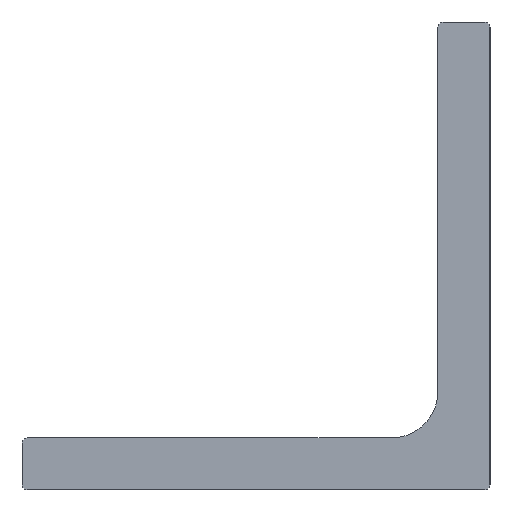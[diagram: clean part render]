
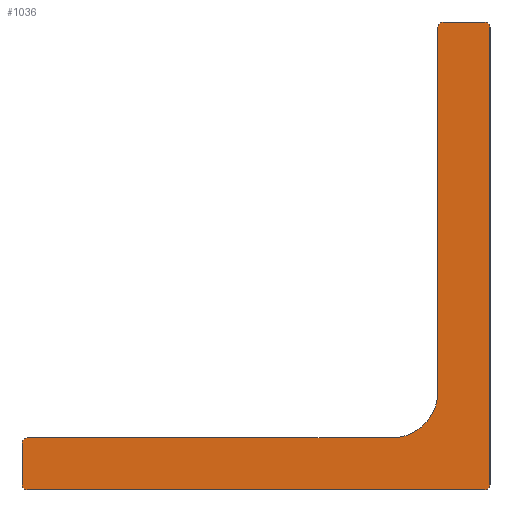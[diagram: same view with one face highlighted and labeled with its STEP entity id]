
A CAD part, left-side view. The second image highlights one B-rep face of the part: STEP entity #1036.
In plain terms, the highlighted planar face has unit normal (-1, 0, 0).
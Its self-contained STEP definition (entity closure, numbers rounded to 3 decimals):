
#576=CARTESIAN_POINT('Vertex',(0.,5.,9.5)) ;
#590=CARTESIAN_POINT('Vertex',(0.,9.5,5.)) ;
#593=CARTESIAN_POINT('Axis2P3D Location',(0.,9.5,9.5)) ;
#623=CARTESIAN_POINT('Vertex',(0.,0.5,45.)) ;
#626=CARTESIAN_POINT('Axis2P3D Location',(0.,0.5,44.5)) ;
#630=CARTESIAN_POINT('Vertex',(0.,0.,44.5)) ;
#657=CARTESIAN_POINT('Line Origine',(0.,0.,22.5)) ;
#661=CARTESIAN_POINT('Vertex',(0.,0.,0.5)) ;
#716=CARTESIAN_POINT('Axis2P3D Location',(0.,0.5,0.5)) ;
#720=CARTESIAN_POINT('Vertex',(0.,0.5,0.)) ;
#744=CARTESIAN_POINT('Vertex',(0.,44.5,5.)) ;
#749=CARTESIAN_POINT('Line Origine',(0.,27.,5.)) ;
#790=CARTESIAN_POINT('Vertex',(0.,45.,4.5)) ;
#793=CARTESIAN_POINT('Axis2P3D Location',(0.,44.5,4.5)) ;
#814=CARTESIAN_POINT('Vertex',(0.,5.,44.5)) ;
#824=CARTESIAN_POINT('Line Origine',(0.,5.,27.)) ;
#869=CARTESIAN_POINT('Line Origine',(0.,2.5,45.)) ;
#873=CARTESIAN_POINT('Vertex',(0.,4.5,45.)) ;
#905=CARTESIAN_POINT('Axis2P3D Location',(0.,4.5,44.5)) ;
#929=CARTESIAN_POINT('Line Origine',(0.,22.5,0.)) ;
#933=CARTESIAN_POINT('Vertex',(0.,44.5,0.)) ;
#961=CARTESIAN_POINT('Line Origine',(0.,45.,2.5)) ;
#965=CARTESIAN_POINT('Vertex',(0.,45.,0.5)) ;
#1012=CARTESIAN_POINT('Axis2P3D Location',(0.,0.,0.)) ;
#1017=CARTESIAN_POINT('Axis2P3D Location',(0.,44.5,0.5)) ;
#594=DIRECTION('Axis2P3D Direction',(1.,0.,0.)) ;
#627=DIRECTION('Axis2P3D Direction',(1.,0.,0.)) ;
#658=DIRECTION('Vector Direction',(0.,0.,-1.)) ;
#717=DIRECTION('Axis2P3D Direction',(1.,0.,0.)) ;
#750=DIRECTION('Vector Direction',(0.,1.,0.)) ;
#794=DIRECTION('Axis2P3D Direction',(1.,0.,-0.)) ;
#825=DIRECTION('Vector Direction',(0.,0.,-1.)) ;
#870=DIRECTION('Vector Direction',(0.,-1.,0.)) ;
#906=DIRECTION('Axis2P3D Direction',(1.,0.,-0.)) ;
#930=DIRECTION('Vector Direction',(0.,1.,0.)) ;
#962=DIRECTION('Vector Direction',(0.,0.,1.)) ;
#1013=DIRECTION('Axis2P3D Direction',(1.,0.,0.)) ;
#1014=DIRECTION('Axis2P3D XDirection',(0.,1.,0.)) ;
#1018=DIRECTION('Axis2P3D Direction',(1.,0.,0.)) ;
#595=AXIS2_PLACEMENT_3D('Circle Axis2P3D',#593,#594,$) ;
#628=AXIS2_PLACEMENT_3D('Circle Axis2P3D',#626,#627,$) ;
#718=AXIS2_PLACEMENT_3D('Circle Axis2P3D',#716,#717,$) ;
#795=AXIS2_PLACEMENT_3D('Circle Axis2P3D',#793,#794,$) ;
#907=AXIS2_PLACEMENT_3D('Circle Axis2P3D',#905,#906,$) ;
#1015=AXIS2_PLACEMENT_3D('Plane Axis2P3D',#1012,#1013,#1014) ;
#1019=AXIS2_PLACEMENT_3D('Circle Axis2P3D',#1017,#1018,$) ;
#1023=ORIENTED_EDGE('',*,*,#1021,.F.) ;
#1024=ORIENTED_EDGE('',*,*,#935,.F.) ;
#1025=ORIENTED_EDGE('',*,*,#722,.F.) ;
#1026=ORIENTED_EDGE('',*,*,#663,.F.) ;
#1027=ORIENTED_EDGE('',*,*,#632,.F.) ;
#1028=ORIENTED_EDGE('',*,*,#875,.F.) ;
#1029=ORIENTED_EDGE('',*,*,#909,.F.) ;
#1030=ORIENTED_EDGE('',*,*,#828,.F.) ;
#1031=ORIENTED_EDGE('',*,*,#597,.T.) ;
#1032=ORIENTED_EDGE('',*,*,#753,.F.) ;
#1033=ORIENTED_EDGE('',*,*,#797,.F.) ;
#1034=ORIENTED_EDGE('',*,*,#967,.F.) ;
#659=VECTOR('Line Direction',#658,1.) ;
#751=VECTOR('Line Direction',#750,1.) ;
#826=VECTOR('Line Direction',#825,1.) ;
#871=VECTOR('Line Direction',#870,1.) ;
#931=VECTOR('Line Direction',#930,1.) ;
#963=VECTOR('Line Direction',#962,1.) ;
#1036=ADVANCED_FACE('Corps principal',(#1035),#1016,.F.) ;
#596=CIRCLE('generated circle',#595,4.5) ;
#629=CIRCLE('generated circle',#628,0.5) ;
#719=CIRCLE('generated circle',#718,0.5) ;
#796=CIRCLE('generated circle',#795,0.5) ;
#908=CIRCLE('generated circle',#907,0.5) ;
#1020=CIRCLE('generated circle',#1019,0.5) ;
#597=EDGE_CURVE('',#577,#591,#596,.T.) ;
#632=EDGE_CURVE('',#624,#631,#629,.T.) ;
#663=EDGE_CURVE('',#631,#662,#660,.T.) ;
#722=EDGE_CURVE('',#662,#721,#719,.T.) ;
#753=EDGE_CURVE('',#745,#591,#752,.F.) ;
#797=EDGE_CURVE('',#791,#745,#796,.T.) ;
#828=EDGE_CURVE('',#577,#815,#827,.F.) ;
#875=EDGE_CURVE('',#874,#624,#872,.T.) ;
#909=EDGE_CURVE('',#815,#874,#908,.T.) ;
#935=EDGE_CURVE('',#721,#934,#932,.T.) ;
#967=EDGE_CURVE('',#966,#791,#964,.T.) ;
#1021=EDGE_CURVE('',#934,#966,#1020,.T.) ;
#1022=EDGE_LOOP('',(#1023,#1024,#1025,#1026,#1027,#1028,#1029,#1030,#1031,#1032,#1033,#1034)) ;
#1035=FACE_OUTER_BOUND('',#1022,.T.) ;
#660=LINE('Line',#657,#659) ;
#752=LINE('Line',#749,#751) ;
#827=LINE('Line',#824,#826) ;
#872=LINE('Line',#869,#871) ;
#932=LINE('Line',#929,#931) ;
#964=LINE('Line',#961,#963) ;
#1016=PLANE('Plane',#1015) ;
#577=VERTEX_POINT('',#576) ;
#591=VERTEX_POINT('',#590) ;
#624=VERTEX_POINT('',#623) ;
#631=VERTEX_POINT('',#630) ;
#662=VERTEX_POINT('',#661) ;
#721=VERTEX_POINT('',#720) ;
#745=VERTEX_POINT('',#744) ;
#791=VERTEX_POINT('',#790) ;
#815=VERTEX_POINT('',#814) ;
#874=VERTEX_POINT('',#873) ;
#934=VERTEX_POINT('',#933) ;
#966=VERTEX_POINT('',#965) ;
